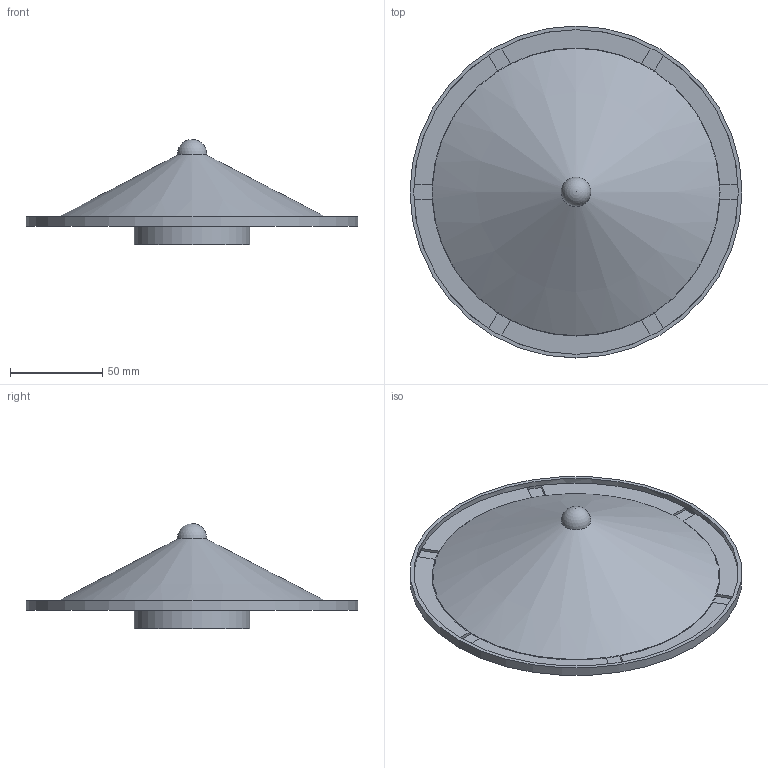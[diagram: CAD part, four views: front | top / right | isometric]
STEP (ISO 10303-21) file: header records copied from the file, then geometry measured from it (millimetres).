
FILE_DESCRIPTION(('Open CASCADE Model'),'2;1');
FILE_NAME('Open CASCADE Shape Model','2026-02-12T13:14:08',('Author'),( 'Open CASCADE'),'Open CASCADE STEP processor 7.8','build123d', 'Unknown');
FILE_SCHEMA(('AUTOMOTIVE_DESIGN { 1 0 10303 214 1 1 1 1 }'));
Length unit declared in the file: millimetre
Products named in the file (1): COMPOUND
Bounding box: 180 x 180 x 57 mm (x, y, z)
Volume: 65672.2 mm3; surface area: 104346 mm2
Topology: 1 solids, 1 shells, 71 faces, 182 edges, 107 vertices
Faces by surface type: plane 62, cylinder 6, cone 2, sphere 1
Full cylindrical faces by diameter (mm): 28 x1, 32 x1, 58.6 x1, 62.6 x1, 176 x1, 180 x1
Entity records: 4555 total; most frequent: CARTESIAN_POINT 849, DIRECTION 724, LINE 425, VECTOR 425, ORIENTED_EDGE 362, PCURVE 362, DEFINITIONAL_REPRESENTATION 362, EDGE_CURVE 181
